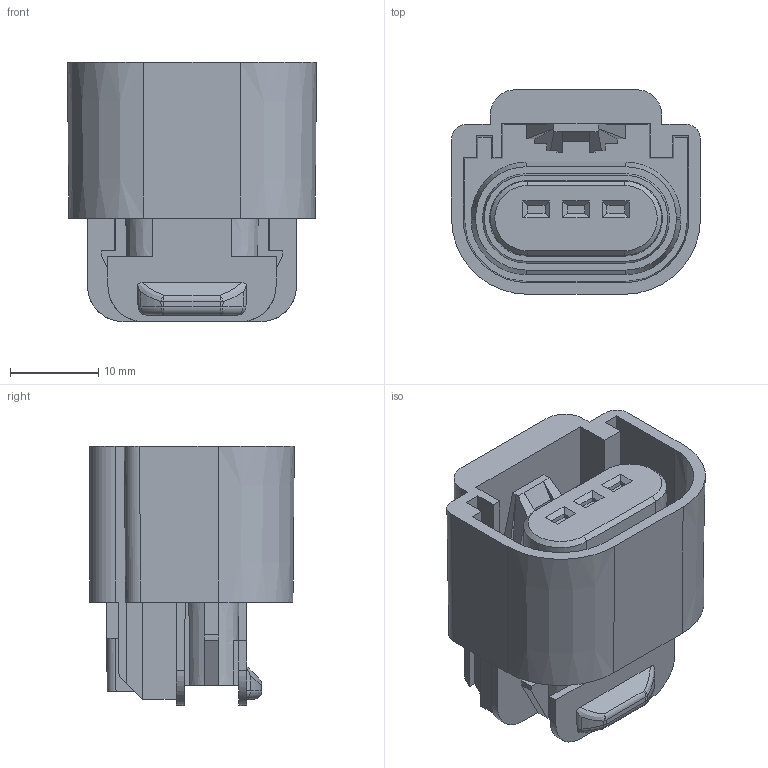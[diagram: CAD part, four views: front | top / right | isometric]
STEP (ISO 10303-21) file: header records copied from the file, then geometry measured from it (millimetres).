
FILE_DESCRIPTION(/* description */ (''),/* implementation_level */ '2;1');
FILE_NAME(/* name */ '15422250-ENV11_03-CONN.stp',/* time_stamp */ '2024-01-03T10:52:36+08:00',/* author */ (''),/* organization */ (''),/* preprocessor_version */ 'ST-DEVELOPER v16',/* originating_system */ 'SIEMENS PLM Software NX 11.0',/* authorisation */ '');
FILE_SCHEMA (('AUTOMOTIVE_DESIGN { 1 0 10303 214 3 1 1 1 }'));
Length unit declared in the file: millimetre
Products named in the file (1): 15422250-ENV11_03-CONN
Bounding box: 28.16 x 23.13 x 29.3 mm (x, y, z)
Volume: 8895.1 mm3; surface area: 6569.6 mm2
Topology: 1 solids, 1 shells, 241 faces, 650 edges, 417 vertices
Faces by surface type: plane 181, cone 32, cylinder 14, bspline 6, sphere 6, torus 2
Entity records: 7551 total; most frequent: CARTESIAN_POINT 1500, ORIENTED_EDGE 1292, DIRECTION 1191, EDGE_CURVE 646, LINE 515, VECTOR 515, VERTEX_POINT 417, AXIS2_PLACEMENT_3D 338
